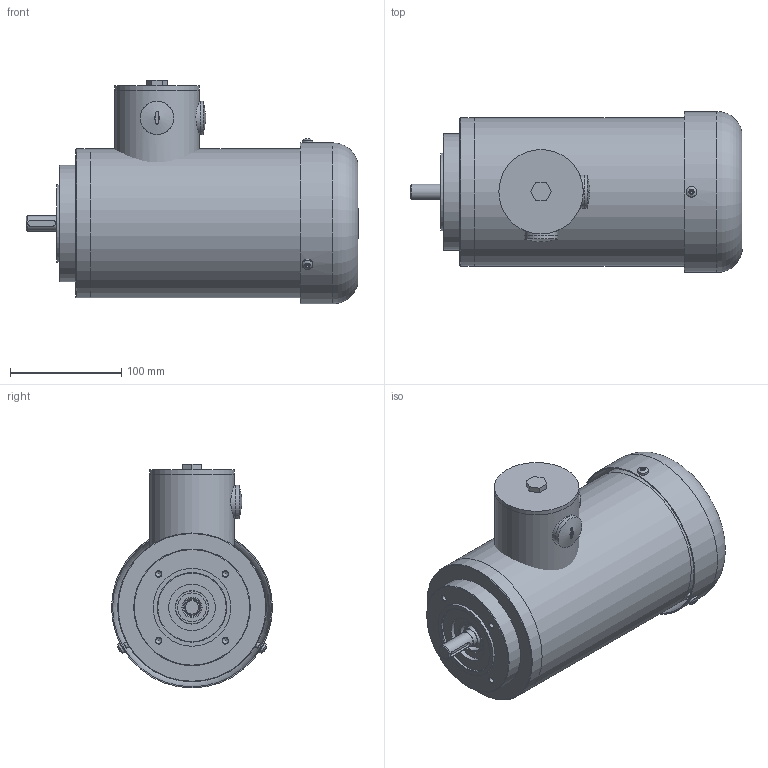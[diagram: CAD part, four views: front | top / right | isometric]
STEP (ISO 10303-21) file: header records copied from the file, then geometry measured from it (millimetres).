
FILE_DESCRIPTION(/* description */ (''),/* implementation_level */ '2;1');
FILE_NAME(/* name */ 'TEFC 71-2B IMB14 FT85 0,55KW',/* time_stamp */ '2018-10-29T13:58:09+01:00',/* author */ (''),/* organization */ (''),/* preprocessor_version */ 'ST-DEVELOPER v16.5',/* originating_system */ 'HiCAD 2017 2201.1 Build 351',/* authorisation */ '');
FILE_SCHEMA (('AUTOMOTIVE_DESIGN { 1 0 10303 214 1 1 1 1 }'));
Length unit declared in the file: millimetre
Products named in the file (33): Root; TENV 71-2A IMB34 FT85_BG; Gehäuse; Klemmkasten; DeckelØ30; DeckekØ30; DECKELØ76; Wellendichtring VIA-15A 15x30x7; Welle; DIN 625 - 6203_Kugellager_0; N625KUG; Lüfter TEFC 71; DIN 471-16x1.5_Sicherungsringe_0; Haube TEFC 71-2A Ø145 H52; ISO 7045-M5x12-4.8-Z_Flachkopfschrauben_0; Flansch B14; B-SCHILD:B_SCHILD; SCHEIBEN 4X_0; ISO 7090-5-200 HV_SCHEIBEN_0:ISO 7090_5_200 HV_SCHEIBEN_0; ISO 7090-5-200 HV_SCHEIBEN_0:ISO070900502000HV0SCHEIBEN00; ISO 7090-5-200 HV_SCHEIBEN_0:ISO070900502000HV0SCHEIBEN000; ISO 7090-5-200 HV_SCHEIBEN_0:ISO070900502000HV0SCHEIBEN001; Sechskant-Hutmutter M5; TRANSLATIONSTEIL_2
Assembly tree (32 placements, depth 5):
  Root
    TENV 71-2A IMB34 FT85_BG
      Gehäuse
      Klemmkasten
        DeckelØ30
        DeckekØ30
      DECKELØ76
      Wellendichtring VIA-15A 15x30x7
      Welle
        DIN 625 - 6203_Kugellager_0
          N625KUG
          N625KUG
        Lüfter TEFC 71
        DIN 471-16x1.5_Sicherungsringe_0
      Haube TEFC 71-2A Ø145 H52
        ISO 7045-M5x12-4.8-Z_Flachkopfschrauben_0
        ISO 7045-M5x12-4.8-Z_Flachkopfschrauben_0
        ISO 7045-M5x12-4.8-Z_Flachkopfschrauben_0
      Flansch B14
      B-SCHILD:B_SCHILD
        SCHEIBEN 4X_0
          ISO 7090-5-200 HV_SCHEIBEN_0:ISO 7090_5_200 HV_SCHEIBEN_0
          ISO 7090-5-200 HV_SCHEIBEN_0:ISO070900502000HV0SCHEIBEN00
          ISO 7090-5-200 HV_SCHEIBEN_0:ISO070900502000HV0SCHEIBEN000
          ISO 7090-5-200 HV_SCHEIBEN_0:ISO070900502000HV0SCHEIBEN001
        Sechskant-Hutmutter M5
          TRANSLATIONSTEIL_2
        Sechskant-Hutmutter M5
          TRANSLATIONSTEIL_2
        Sechskant-Hutmutter M5
          TRANSLATIONSTEIL_2
        Sechskant-Hutmutter M5
          TRANSLATIONSTEIL_2
Bounding box: 299 x 145 x 201.5 mm (x, y, z)
Volume: 982760.2 mm3; surface area: 429534.6 mm2
Topology: 27 solids, 27 shells, 719 faces, 1843 edges, 1219 vertices
Faces by surface type: plane 345, cylinder 225, cone 106, torus 34, sphere 9
Full cylindrical faces by diameter (mm): 2 x2, 4 x1, 4.019 x4, 5 x7, 5.08 x4, 5.3 x4, 7.5 x4, 9.5 x3, 10 x5, 13.5 x1, 14 x4, 15 x3, 15.8 x1, 17 x4, 18.177 x1, 20 x5, 21 x1, 22 x1, 23.095 x2, 24.498 x2, 26 x2, 30 x6, 32.502 x2, 33.905 x2, 40 x2, 42 x1, 52.5 x1, 61.592 x1, 65 x1, 70 x1
Entity records: 47815 total; most frequent: CARTESIAN_POINT 15019, DIRECTION 3977, ORIENTED_EDGE 3204, PRESENTATION_STYLE_ASSIGNMENT 3189, OVER_RIDING_STYLED_ITEM 3162, DRAUGHTING_PRE_DEFINED_CURVE_FONT 3138, CURVE_STYLE 3138, COLOUR_RGB 2378
